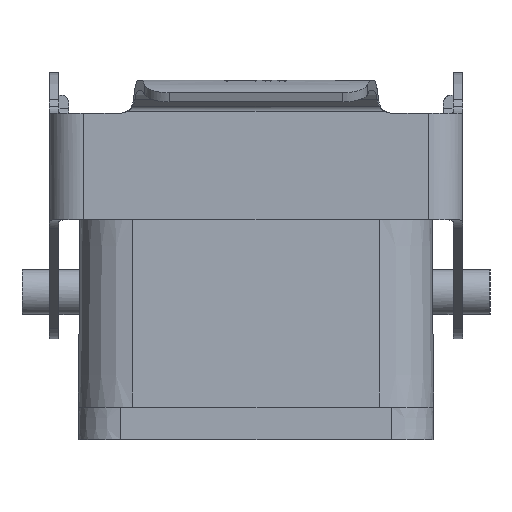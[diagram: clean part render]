
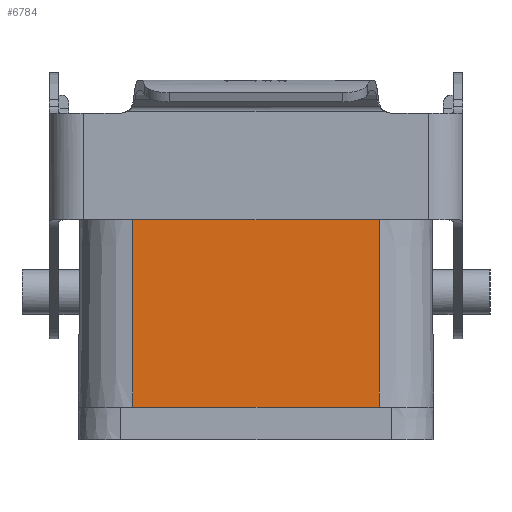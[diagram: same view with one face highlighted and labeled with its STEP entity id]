
A CAD part, left-side view. The second image highlights one B-rep face of the part: STEP entity #6784.
In plain terms, the highlighted planar face has unit normal (-1, 0, 0.009).
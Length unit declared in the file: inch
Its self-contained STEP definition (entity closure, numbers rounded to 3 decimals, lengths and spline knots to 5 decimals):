
#565 = LINE ( 'NONE', #13500, #895 ) ;
#641 = EDGE_LOOP ( 'NONE', ( #4795, #3909, #1899, #4193 ) ) ;
#753 = CARTESIAN_POINT ( 'NONE',  ( -3.42657, -0.59055, -1.12992 ) ) ;
#895 = VECTOR ( 'NONE', #5124, 39.37008 ) ;
#1069 = CARTESIAN_POINT ( 'NONE',  ( -3.42657, 0.59055, -1.12992 ) ) ;
#1478 = EDGE_CURVE ( 'NONE', #10773, #10302, #4134, .T. ) ;
#1781 = VECTOR ( 'NONE', #10189, 39.37008 ) ;
#1856 = VERTEX_POINT ( 'NONE', #4114 ) ;
#1899 = ORIENTED_EDGE ( 'NONE', *, *, #4884, .T. ) ;
#3909 = ORIENTED_EDGE ( 'NONE', *, *, #8214, .F. ) ;
#4114 = CARTESIAN_POINT ( 'NONE',  ( -3.41849, -0.59055, -0.20472 ) ) ;
#4134 = LINE ( 'NONE', #10581, #4473 ) ;
#4193 = ORIENTED_EDGE ( 'NONE', *, *, #7939, .T. ) ;
#4473 = VECTOR ( 'NONE', #12585, 39.37008 ) ;
#4795 = ORIENTED_EDGE ( 'NONE', *, *, #1478, .T. ) ;
#4884 = EDGE_CURVE ( 'NONE', #1856, #7765, #5968, .T. ) ;
#5124 = DIRECTION ( 'NONE',  ( -0.009, 0., -1. ) ) ;
#5162 = LINE ( 'NONE', #9389, #9579 ) ;
#5968 = LINE ( 'NONE', #8115, #1781 ) ;
#6392 = PLANE ( 'NONE',  #8035 ) ;
#6784 = ADVANCED_FACE ( 'NONE', ( #11653 ), #6392, .T. ) ;
#7765 = VERTEX_POINT ( 'NONE', #12231 ) ;
#7939 = EDGE_CURVE ( 'NONE', #7765, #10773, #5162, .T. ) ;
#8035 = AXIS2_PLACEMENT_3D ( 'NONE', #11442, #10614, #12695 ) ;
#8115 = CARTESIAN_POINT ( 'NONE',  ( -3.41849, 0.84646, -0.20472 ) ) ;
#8214 = EDGE_CURVE ( 'NONE', #1856, #10302, #565, .T. ) ;
#9389 = CARTESIAN_POINT ( 'NONE',  ( -3.42126, 0.59055, -0.52188 ) ) ;
#9579 = VECTOR ( 'NONE', #13613, 39.37008 ) ;
#10189 = DIRECTION ( 'NONE',  ( 0., 1., 0. ) ) ;
#10302 = VERTEX_POINT ( 'NONE', #753 ) ;
#10581 = CARTESIAN_POINT ( 'NONE',  ( -3.42657, -0.84646, -1.12992 ) ) ;
#10614 = DIRECTION ( 'NONE',  ( -1., 0., 0.009 ) ) ;
#10773 = VERTEX_POINT ( 'NONE', #1069 ) ;
#11442 = CARTESIAN_POINT ( 'NONE',  ( -3.42126, -0.62799, -0.52188 ) ) ;
#11653 = FACE_OUTER_BOUND ( 'NONE', #641, .T. ) ;
#12231 = CARTESIAN_POINT ( 'NONE',  ( -3.41849, 0.59055, -0.20472 ) ) ;
#12585 = DIRECTION ( 'NONE',  ( 0., -1., 0. ) ) ;
#12695 = DIRECTION ( 'NONE',  ( 0.009, 0., 1. ) ) ;
#13500 = CARTESIAN_POINT ( 'NONE',  ( -174.86186, -0.59055, -19645.66929 ) ) ;
#13613 = DIRECTION ( 'NONE',  ( -0.009, 0., -1. ) ) ;
